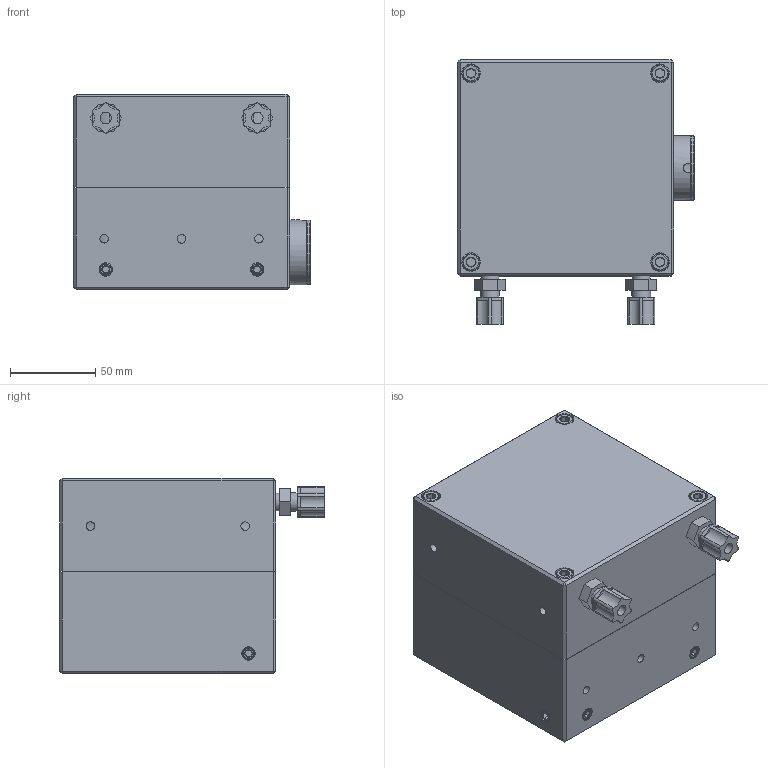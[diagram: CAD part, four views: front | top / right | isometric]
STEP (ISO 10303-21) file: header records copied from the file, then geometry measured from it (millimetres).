
FILE_DESCRIPTION (( 'STEP AP214' ), '1' );
FILE_NAME ('IS50A-1KW-RSi.STEP', '2021-07-09T19:44:43', ( '' ), ( '' ), 'SwSTEP 2.0', 'SolidWorks 2020', '' );
FILE_SCHEMA (( 'AUTOMOTIVE_DESIGN' ));
Length unit declared in the file: millimetre
Products named in the file (1): IS50A-1KW-RSi
Bounding box: 139.31 x 155.5 x 115 mm (x, y, z)
Volume: 1319101.4 mm3; surface area: 149739.1 mm2
Topology: 5 solids, 12 shells, 452 faces, 955 edges, 573 vertices
Faces by surface type: plane 208, cylinder 118, cone 112, bspline 9, torus 3, sphere 2
Full cylindrical faces by diameter (mm): 1.778 x5, 2.438 x3, 5 x12, 5.004 x3, 5.105 x2, 6 x4, 6.6 x4, 6.715 x3, 6.8 x2, 8 x1, 10 x4, 10.5 x2, 11 x6, 38.1 x2, 51 x1
Entity records: 20269 total; most frequent: CARTESIAN_POINT 6759, DIRECTION 1877, ORIENTED_EDGE 1614, EDGE_CURVE 807, AXIS2_PLACEMENT_3D 749, EDGE_LOOP 604, VERTEX_POINT 523, FACE_OUTER_BOUND 507
